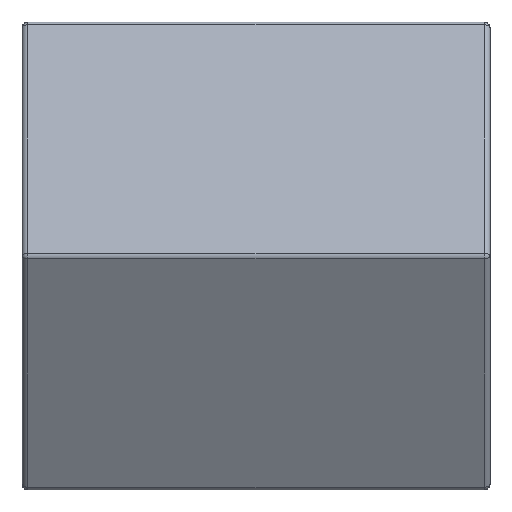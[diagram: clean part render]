
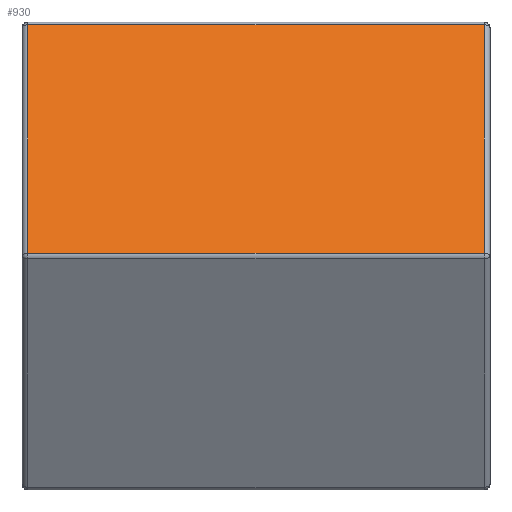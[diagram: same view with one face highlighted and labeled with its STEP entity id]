
A CAD part, front view. The second image highlights one B-rep face of the part: STEP entity #930.
In plain terms, the highlighted planar face has unit normal (0, -0.866, 0.5).
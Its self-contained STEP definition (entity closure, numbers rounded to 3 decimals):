
#76 = EDGE_CURVE ( 'NONE', #406, #839, #104, .T. ) ;
#104 = LINE ( 'NONE', #758, #869 ) ;
#145 = CARTESIAN_POINT ( 'NONE',  ( 0.1, -2.338, 3.95 ) ) ;
#160 = VECTOR ( 'NONE', #521, 1000. ) ;
#212 = VECTOR ( 'NONE', #1010, 1000. ) ;
#249 = ORIENTED_EDGE ( 'NONE', *, *, #76, .T. ) ;
#317 = VECTOR ( 'NONE', #668, 1000. ) ;
#345 = CARTESIAN_POINT ( 'NONE',  ( 0.1, -2.309, 4. ) ) ;
#354 = CARTESIAN_POINT ( 'NONE',  ( 0.1, -4.59, 0.05 ) ) ;
#393 = ORIENTED_EDGE ( 'NONE', *, *, #973, .T. ) ;
#406 = VERTEX_POINT ( 'NONE', #354 ) ;
#451 = EDGE_LOOP ( 'NONE', ( #687, #393, #1230, #249 ) ) ;
#479 = CARTESIAN_POINT ( 'NONE',  ( 7.9, -2.309, 4. ) ) ;
#482 = FACE_OUTER_BOUND ( 'NONE', #451, .T. ) ;
#512 = PLANE ( 'NONE',  #741 ) ;
#521 = DIRECTION ( 'NONE',  ( -1., 0., 0. ) ) ;
#536 = CARTESIAN_POINT ( 'NONE',  ( 7.9, -2.338, 3.95 ) ) ;
#550 = DIRECTION ( 'NONE',  ( 1., 0., 0. ) ) ;
#587 = LINE ( 'NONE', #479, #317 ) ;
#609 = DIRECTION ( 'NONE',  ( 0., 0.5, 0.866 ) ) ;
#668 = DIRECTION ( 'NONE',  ( 0., 0.5, 0.866 ) ) ;
#687 = ORIENTED_EDGE ( 'NONE', *, *, #775, .T. ) ;
#732 = LINE ( 'NONE', #345, #212 ) ;
#741 = AXIS2_PLACEMENT_3D ( 'NONE', #876, #1159, #609 ) ;
#758 = CARTESIAN_POINT ( 'NONE',  ( 8., -4.59, 0.05 ) ) ;
#775 = EDGE_CURVE ( 'NONE', #839, #1069, #587, .T. ) ;
#839 = VERTEX_POINT ( 'NONE', #1228 ) ;
#869 = VECTOR ( 'NONE', #550, 1000. ) ;
#876 = CARTESIAN_POINT ( 'NONE',  ( 8., -2.309, 4. ) ) ;
#930 = ADVANCED_FACE ( 'NONE', ( #482 ), #512, .F. ) ;
#973 = EDGE_CURVE ( 'NONE', #1069, #1244, #1186, .T. ) ;
#1010 = DIRECTION ( 'NONE',  ( 0., -0.5, -0.866 ) ) ;
#1069 = VERTEX_POINT ( 'NONE', #536 ) ;
#1157 = EDGE_CURVE ( 'NONE', #1244, #406, #732, .T. ) ;
#1159 = DIRECTION ( 'NONE',  ( 0., 0.866, -0.5 ) ) ;
#1186 = LINE ( 'NONE', #1242, #160 ) ;
#1228 = CARTESIAN_POINT ( 'NONE',  ( 7.9, -4.59, 0.05 ) ) ;
#1230 = ORIENTED_EDGE ( 'NONE', *, *, #1157, .T. ) ;
#1242 = CARTESIAN_POINT ( 'NONE',  ( 8., -2.338, 3.95 ) ) ;
#1244 = VERTEX_POINT ( 'NONE', #145 ) ;
